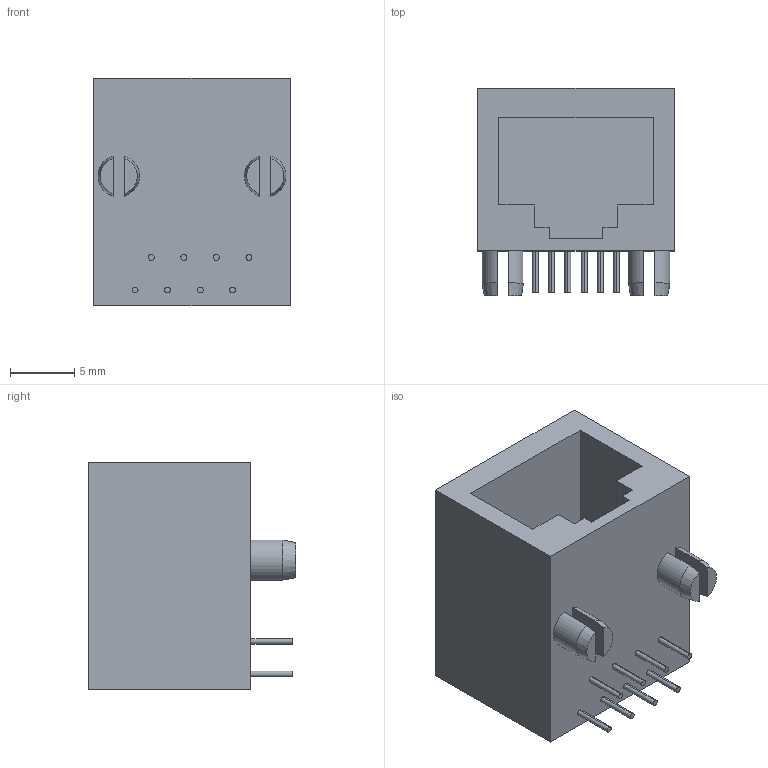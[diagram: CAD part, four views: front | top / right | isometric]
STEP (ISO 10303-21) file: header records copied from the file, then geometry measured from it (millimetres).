
FILE_DESCRIPTION (( 'STEP AP203' ), '1' );
FILE_NAME ('RJ12 female connector.STEP', '2014-11-13T11:10:33', ( '' ), ( '' ), 'SwSTEP 2.0', 'SolidWorks 2014', '' );
FILE_SCHEMA (( 'CONFIG_CONTROL_DESIGN' ));
Length unit declared in the file: millimetre
Products named in the file (2): RJ12 female connector
Bounding box: 15.3 x 16.2 x 17.74 mm (x, y, z)
Volume: 2007.3 mm3; surface area: 2170.3 mm2
Topology: 1 solids, 1 shells, 59 faces, 132 edges, 88 vertices
Faces by surface type: plane 35, cylinder 20, cone 4
Entity records: 1813 total; most frequent: CARTESIAN_POINT 305, DIRECTION 290, ORIENTED_EDGE 264, EDGE_CURVE 132, AXIS2_PLACEMENT_3D 105, VERTEX_POINT 88, VECTOR 80, LINE 80
